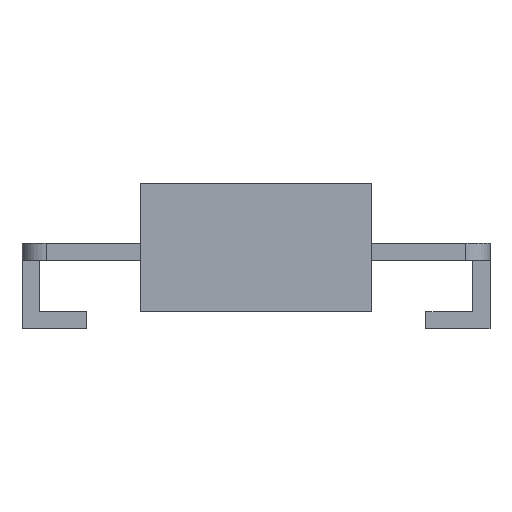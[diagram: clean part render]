
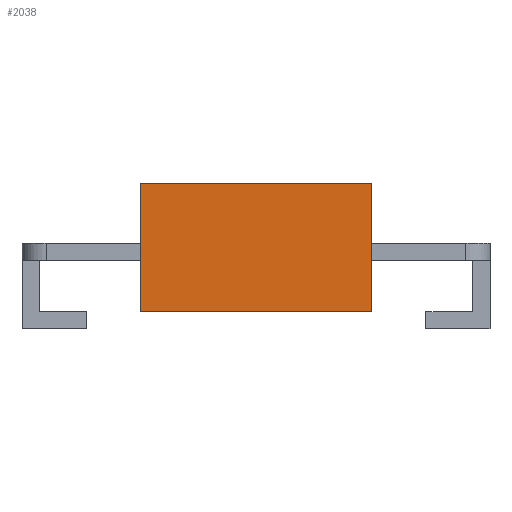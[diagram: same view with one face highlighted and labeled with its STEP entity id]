
A CAD part, left-side view. The second image highlights one B-rep face of the part: STEP entity #2038.
In plain terms, the highlighted planar face has unit normal (-1, 0, 0).
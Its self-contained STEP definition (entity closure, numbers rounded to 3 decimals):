
#72 = PLANE('',#73);
#73 = AXIS2_PLACEMENT_3D('',#74,#75,#76);
#74 = CARTESIAN_POINT('',(0.,0.,0.));
#75 = DIRECTION('',(0.,1.,0.));
#76 = DIRECTION('',(0.,0.,1.));
#329 = VERTEX_POINT('',#330);
#330 = CARTESIAN_POINT('',(0.,0.,0.));
#346 = PLANE('',#347);
#347 = AXIS2_PLACEMENT_3D('',#348,#349,#350);
#348 = CARTESIAN_POINT('',(0.,0.,0.));
#349 = DIRECTION('',(0.,0.,1.));
#350 = DIRECTION('',(1.,0.,0.));
#358 = EDGE_CURVE('',#329,#359,#361,.T.);
#359 = VERTEX_POINT('',#360);
#360 = CARTESIAN_POINT('',(0.,0.,15.));
#361 = SURFACE_CURVE('',#362,(#366,#373),.PCURVE_S1.);
#362 = LINE('',#363,#364);
#363 = CARTESIAN_POINT('',(0.,0.,0.));
#364 = VECTOR('',#365,1.);
#365 = DIRECTION('',(0.,0.,1.));
#366 = PCURVE('',#72,#367);
#367 = DEFINITIONAL_REPRESENTATION('',(#368),#372);
#368 = LINE('',#369,#370);
#369 = CARTESIAN_POINT('',(0.,0.));
#370 = VECTOR('',#371,1.);
#371 = DIRECTION('',(1.,0.));
#372 = ( GEOMETRIC_REPRESENTATION_CONTEXT(2) 
PARAMETRIC_REPRESENTATION_CONTEXT() REPRESENTATION_CONTEXT('2D SPACE',''
  ) );
#373 = PCURVE('',#374,#379);
#374 = PLANE('',#375);
#375 = AXIS2_PLACEMENT_3D('',#376,#377,#378);
#376 = CARTESIAN_POINT('',(0.,0.,0.));
#377 = DIRECTION('',(1.,0.,0.));
#378 = DIRECTION('',(0.,0.,1.));
#379 = DEFINITIONAL_REPRESENTATION('',(#380),#384);
#380 = LINE('',#381,#382);
#381 = CARTESIAN_POINT('',(0.,0.));
#382 = VECTOR('',#383,1.);
#383 = DIRECTION('',(1.,0.));
#384 = ( GEOMETRIC_REPRESENTATION_CONTEXT(2) 
PARAMETRIC_REPRESENTATION_CONTEXT() REPRESENTATION_CONTEXT('2D SPACE',''
  ) );
#402 = PLANE('',#403);
#403 = AXIS2_PLACEMENT_3D('',#404,#405,#406);
#404 = CARTESIAN_POINT('',(0.,0.,15.));
#405 = DIRECTION('',(0.,0.,1.));
#406 = DIRECTION('',(1.,0.,0.));
#1117 = VERTEX_POINT('',#1118);
#1118 = CARTESIAN_POINT('',(0.,27.,0.));
#1134 = PLANE('',#1135);
#1135 = AXIS2_PLACEMENT_3D('',#1136,#1137,#1138);
#1136 = CARTESIAN_POINT('',(0.,27.,0.));
#1137 = DIRECTION('',(0.,1.,0.));
#1138 = DIRECTION('',(0.,0.,1.));
#1146 = EDGE_CURVE('',#329,#1117,#1147,.T.);
#1147 = SURFACE_CURVE('',#1148,(#1152,#1159),.PCURVE_S1.);
#1148 = LINE('',#1149,#1150);
#1149 = CARTESIAN_POINT('',(0.,0.,0.));
#1150 = VECTOR('',#1151,1.);
#1151 = DIRECTION('',(0.,1.,0.));
#1152 = PCURVE('',#346,#1153);
#1153 = DEFINITIONAL_REPRESENTATION('',(#1154),#1158);
#1154 = LINE('',#1155,#1156);
#1155 = CARTESIAN_POINT('',(0.,0.));
#1156 = VECTOR('',#1157,1.);
#1157 = DIRECTION('',(0.,1.));
#1158 = ( GEOMETRIC_REPRESENTATION_CONTEXT(2) 
PARAMETRIC_REPRESENTATION_CONTEXT() REPRESENTATION_CONTEXT('2D SPACE',''
  ) );
#1159 = PCURVE('',#374,#1160);
#1160 = DEFINITIONAL_REPRESENTATION('',(#1161),#1165);
#1161 = LINE('',#1162,#1163);
#1162 = CARTESIAN_POINT('',(0.,0.));
#1163 = VECTOR('',#1164,1.);
#1164 = DIRECTION('',(0.,-1.));
#1165 = ( GEOMETRIC_REPRESENTATION_CONTEXT(2) 
PARAMETRIC_REPRESENTATION_CONTEXT() REPRESENTATION_CONTEXT('2D SPACE',''
  ) );
#1879 = EDGE_CURVE('',#359,#1880,#1882,.T.);
#1880 = VERTEX_POINT('',#1881);
#1881 = CARTESIAN_POINT('',(0.,27.,15.));
#1882 = SURFACE_CURVE('',#1883,(#1887,#1894),.PCURVE_S1.);
#1883 = LINE('',#1884,#1885);
#1884 = CARTESIAN_POINT('',(0.,0.,15.));
#1885 = VECTOR('',#1886,1.);
#1886 = DIRECTION('',(0.,1.,0.));
#1887 = PCURVE('',#402,#1888);
#1888 = DEFINITIONAL_REPRESENTATION('',(#1889),#1893);
#1889 = LINE('',#1890,#1891);
#1890 = CARTESIAN_POINT('',(0.,0.));
#1891 = VECTOR('',#1892,1.);
#1892 = DIRECTION('',(0.,1.));
#1893 = ( GEOMETRIC_REPRESENTATION_CONTEXT(2) 
PARAMETRIC_REPRESENTATION_CONTEXT() REPRESENTATION_CONTEXT('2D SPACE',''
  ) );
#1894 = PCURVE('',#374,#1895);
#1895 = DEFINITIONAL_REPRESENTATION('',(#1896),#1900);
#1896 = LINE('',#1897,#1898);
#1897 = CARTESIAN_POINT('',(15.,0.));
#1898 = VECTOR('',#1899,1.);
#1899 = DIRECTION('',(0.,-1.));
#1900 = ( GEOMETRIC_REPRESENTATION_CONTEXT(2) 
PARAMETRIC_REPRESENTATION_CONTEXT() REPRESENTATION_CONTEXT('2D SPACE',''
  ) );
#2038 = ADVANCED_FACE('',(#2039),#374,.F.);
#2039 = FACE_BOUND('',#2040,.F.);
#2040 = EDGE_LOOP('',(#2041,#2042,#2043,#2064));
#2041 = ORIENTED_EDGE('',*,*,#358,.F.);
#2042 = ORIENTED_EDGE('',*,*,#1146,.T.);
#2043 = ORIENTED_EDGE('',*,*,#2044,.T.);
#2044 = EDGE_CURVE('',#1117,#1880,#2045,.T.);
#2045 = SURFACE_CURVE('',#2046,(#2050,#2057),.PCURVE_S1.);
#2046 = LINE('',#2047,#2048);
#2047 = CARTESIAN_POINT('',(0.,27.,0.));
#2048 = VECTOR('',#2049,1.);
#2049 = DIRECTION('',(0.,0.,1.));
#2050 = PCURVE('',#374,#2051);
#2051 = DEFINITIONAL_REPRESENTATION('',(#2052),#2056);
#2052 = LINE('',#2053,#2054);
#2053 = CARTESIAN_POINT('',(0.,-27.));
#2054 = VECTOR('',#2055,1.);
#2055 = DIRECTION('',(1.,0.));
#2056 = ( GEOMETRIC_REPRESENTATION_CONTEXT(2) 
PARAMETRIC_REPRESENTATION_CONTEXT() REPRESENTATION_CONTEXT('2D SPACE',''
  ) );
#2057 = PCURVE('',#1134,#2058);
#2058 = DEFINITIONAL_REPRESENTATION('',(#2059),#2063);
#2059 = LINE('',#2060,#2061);
#2060 = CARTESIAN_POINT('',(0.,0.));
#2061 = VECTOR('',#2062,1.);
#2062 = DIRECTION('',(1.,0.));
#2063 = ( GEOMETRIC_REPRESENTATION_CONTEXT(2) 
PARAMETRIC_REPRESENTATION_CONTEXT() REPRESENTATION_CONTEXT('2D SPACE',''
  ) );
#2064 = ORIENTED_EDGE('',*,*,#1879,.F.);
